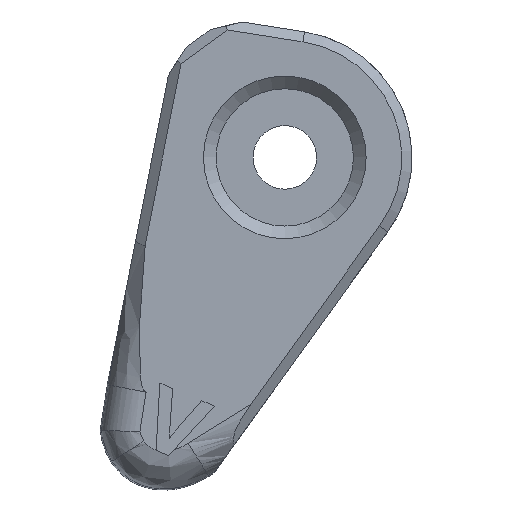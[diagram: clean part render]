
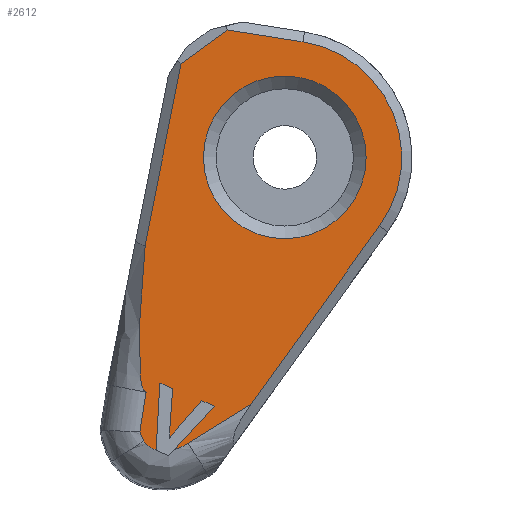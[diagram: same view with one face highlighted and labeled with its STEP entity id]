
A CAD part, front view. The second image highlights one B-rep face of the part: STEP entity #2612.
In plain terms, the highlighted planar face has unit normal (0, -1, 0).
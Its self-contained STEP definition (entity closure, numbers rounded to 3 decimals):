
#133=B_SPLINE_CURVE_WITH_KNOTS('',3,(#4602,#4603,#4604,#4605,#4606,#4607,
#4608,#4609,#4610,#4611,#4612,#4613,#4614,#4615),.UNSPECIFIED.,.F.,.F.,
(4,2,2,2,2,2,4),(0.,0.297,0.472,
0.504,0.515,0.519,0.522),
 .UNSPECIFIED.);
#135=B_SPLINE_CURVE_WITH_KNOTS('',3,(#4667,#4668,#4669,#4670,#4671),
 .UNSPECIFIED.,.F.,.F.,(4,1,4),(0.294,0.585,0.606),
 .UNSPECIFIED.);
#136=B_SPLINE_CURVE_WITH_KNOTS('',3,(#4685,#4686,#4687,#4688),
 .UNSPECIFIED.,.F.,.F.,(4,4),(0.846,0.972),.UNSPECIFIED.);
#164=FACE_BOUND('',#448,.T.);
#180=PLANE('',#2914);
#298=FACE_OUTER_BOUND('',#447,.T.);
#447=EDGE_LOOP('',(#2238,#2239,#2240,#2241,#2242,#2243,#2244,#2245,#2246,
#2247,#2248,#2249,#2250,#2251,#2252,#2253,#2254));
#448=EDGE_LOOP('',(#2255));
#513=LINE('',#3794,#705);
#518=LINE('',#3810,#710);
#535=LINE('',#3861,#727);
#631=LINE('',#4663,#823);
#632=LINE('',#4673,#824);
#633=LINE('',#4675,#825);
#634=LINE('',#4677,#826);
#635=LINE('',#4679,#827);
#636=LINE('',#4681,#828);
#637=LINE('',#4683,#829);
#638=LINE('',#4690,#830);
#639=LINE('',#4692,#831);
#705=VECTOR('',#3003,2.245);
#710=VECTOR('',#3010,7.294);
#727=VECTOR('',#3037,3.019);
#823=VECTOR('',#3575,1.562);
#824=VECTOR('',#3578,2.639);
#825=VECTOR('',#3579,0.547);
#826=VECTOR('',#3580,1.955);
#827=VECTOR('',#3581,1.949);
#828=VECTOR('',#3582,0.535);
#829=VECTOR('',#3583,2.333);
#830=VECTOR('',#3584,2.893);
#831=VECTOR('',#3585,8.66);
#887=CIRCLE('',#2682,3.2);
#1033=CIRCLE('',#2915,1.465);
#1034=CIRCLE('',#2916,4.6);
#1051=VERTEX_POINT('',#3765);
#1062=VERTEX_POINT('',#3791);
#1063=VERTEX_POINT('',#3793);
#1067=VERTEX_POINT('',#3803);
#1082=VERTEX_POINT('',#3860);
#1250=VERTEX_POINT('',#4601);
#1252=VERTEX_POINT('',#4662);
#1253=VERTEX_POINT('',#4664);
#1254=VERTEX_POINT('',#4666);
#1255=VERTEX_POINT('',#4672);
#1256=VERTEX_POINT('',#4674);
#1257=VERTEX_POINT('',#4676);
#1258=VERTEX_POINT('',#4678);
#1259=VERTEX_POINT('',#4680);
#1260=VERTEX_POINT('',#4682);
#1261=VERTEX_POINT('',#4684);
#1262=VERTEX_POINT('',#4689);
#1263=VERTEX_POINT('',#4691);
#1311=EDGE_CURVE('',#1051,#1051,#887,.F.);
#1324=EDGE_CURVE('',#1062,#1063,#513,.T.);
#1330=EDGE_CURVE('',#1067,#1062,#518,.T.);
#1349=EDGE_CURVE('',#1063,#1082,#535,.T.);
#1595=EDGE_CURVE('',#1067,#1250,#133,.T.);
#1598=EDGE_CURVE('',#1250,#1252,#631,.T.);
#1599=EDGE_CURVE('',#1252,#1253,#1033,.T.);
#1600=EDGE_CURVE('',#1253,#1254,#135,.T.);
#1601=EDGE_CURVE('',#1254,#1255,#632,.T.);
#1602=EDGE_CURVE('',#1255,#1256,#633,.T.);
#1603=EDGE_CURVE('',#1256,#1257,#634,.T.);
#1604=EDGE_CURVE('',#1257,#1258,#635,.T.);
#1605=EDGE_CURVE('',#1258,#1259,#636,.T.);
#1606=EDGE_CURVE('',#1259,#1260,#637,.T.);
#1607=EDGE_CURVE('',#1260,#1261,#136,.T.);
#1608=EDGE_CURVE('',#1261,#1262,#638,.T.);
#1609=EDGE_CURVE('',#1263,#1262,#639,.T.);
#1610=EDGE_CURVE('',#1082,#1263,#1034,.T.);
#2238=ORIENTED_EDGE('',*,*,#1595,.T.);
#2239=ORIENTED_EDGE('',*,*,#1598,.T.);
#2240=ORIENTED_EDGE('',*,*,#1599,.T.);
#2241=ORIENTED_EDGE('',*,*,#1600,.T.);
#2242=ORIENTED_EDGE('',*,*,#1601,.T.);
#2243=ORIENTED_EDGE('',*,*,#1602,.T.);
#2244=ORIENTED_EDGE('',*,*,#1603,.T.);
#2245=ORIENTED_EDGE('',*,*,#1604,.T.);
#2246=ORIENTED_EDGE('',*,*,#1605,.T.);
#2247=ORIENTED_EDGE('',*,*,#1606,.T.);
#2248=ORIENTED_EDGE('',*,*,#1607,.T.);
#2249=ORIENTED_EDGE('',*,*,#1608,.T.);
#2250=ORIENTED_EDGE('',*,*,#1609,.F.);
#2251=ORIENTED_EDGE('',*,*,#1610,.F.);
#2252=ORIENTED_EDGE('',*,*,#1349,.F.);
#2253=ORIENTED_EDGE('',*,*,#1324,.F.);
#2254=ORIENTED_EDGE('',*,*,#1330,.F.);
#2255=ORIENTED_EDGE('',*,*,#1311,.T.);
#2612=ADVANCED_FACE('',(#298,#164),#180,.F.);
#2682=AXIS2_PLACEMENT_3D('',#3766,#2981,#2982);
#2914=AXIS2_PLACEMENT_3D('',#4661,#3573,#3574);
#2915=AXIS2_PLACEMENT_3D('',#4665,#3576,#3577);
#2916=AXIS2_PLACEMENT_3D('',#4693,#3586,#3587);
#2981=DIRECTION('center_axis',(0.,-1.,0.));
#2982=DIRECTION('ref_axis',(1.,0.,0.));
#3003=DIRECTION('',(0.809,0.,0.588));
#3010=DIRECTION('',(0.193,0.,0.981));
#3037=DIRECTION('',(0.988,0.,-0.156));
#3573=DIRECTION('center_axis',(0.,1.,0.));
#3574=DIRECTION('ref_axis',(-0.945,0.,-0.328));
#3575=DIRECTION('',(-0.156,0.,-0.988));
#3576=DIRECTION('center_axis',(0.,-1.,0.));
#3577=DIRECTION('ref_axis',(-0.858,0.,-0.513));
#3578=DIRECTION('',(0.055,0.,0.998));
#3579=DIRECTION('',(0.922,0.,-0.388));
#3580=DIRECTION('',(-0.069,0.,-0.998));
#3581=DIRECTION('',(0.658,0.,0.753));
#3582=DIRECTION('',(0.922,0.,-0.388));
#3583=DIRECTION('',(-0.676,0.,-0.737));
#3584=DIRECTION('',(0.851,0.,0.525));
#3585=DIRECTION('',(-0.585,0.,-0.811));
#3586=DIRECTION('center_axis',(0.,1.,0.));
#3587=DIRECTION('ref_axis',(-0.328,0.,0.945));
#3765=CARTESIAN_POINT('',(268.128,-150.221,45.868));
#3766=CARTESIAN_POINT('Origin',(271.328,-150.221,45.868));
#3791=CARTESIAN_POINT('',(267.248,-150.221,49.562));
#3793=CARTESIAN_POINT('',(269.063,-150.221,50.882));
#3794=CARTESIAN_POINT('',(267.248,-150.221,49.562));
#3803=CARTESIAN_POINT('',(265.837,-150.221,42.406));
#3810=CARTESIAN_POINT('',(265.837,-150.221,42.406));
#3860=CARTESIAN_POINT('',(272.045,-150.221,50.412));
#3861=CARTESIAN_POINT('',(269.063,-150.221,50.882));
#4601=CARTESIAN_POINT('',(265.872,-150.221,36.635));
#4602=CARTESIAN_POINT('Ctrl Pts',(265.837,-150.221,42.406));
#4603=CARTESIAN_POINT('Ctrl Pts',(265.741,-150.221,41.421));
#4604=CARTESIAN_POINT('Ctrl Pts',(265.661,-150.221,40.44));
#4605=CARTESIAN_POINT('Ctrl Pts',(265.594,-150.221,38.93));
#4606=CARTESIAN_POINT('Ctrl Pts',(265.556,-150.221,37.759));
#4607=CARTESIAN_POINT('Ctrl Pts',(265.684,-150.221,36.979));
#4608=CARTESIAN_POINT('Ctrl Pts',(265.713,-150.221,36.847));
#4609=CARTESIAN_POINT('Ctrl Pts',(265.773,-150.221,36.722));
#4610=CARTESIAN_POINT('Ctrl Pts',(265.792,-150.221,36.69));
#4611=CARTESIAN_POINT('Ctrl Pts',(265.823,-150.221,36.66));
#4612=CARTESIAN_POINT('Ctrl Pts',(265.832,-150.221,36.652));
#4613=CARTESIAN_POINT('Ctrl Pts',(265.852,-150.221,36.641));
#4614=CARTESIAN_POINT('Ctrl Pts',(265.862,-150.221,36.637));
#4615=CARTESIAN_POINT('Ctrl Pts',(265.872,-150.221,36.635));
#4661=CARTESIAN_POINT('Origin',(267.069,-150.221,35.398));
#4662=CARTESIAN_POINT('',(265.629,-150.221,35.092));
#4663=CARTESIAN_POINT('',(265.872,-150.221,36.635));
#4664=CARTESIAN_POINT('',(265.787,-150.221,34.717));
#4665=CARTESIAN_POINT('Origin',(267.045,-150.221,35.469));
#4666=CARTESIAN_POINT('',(266.267,-150.221,34.36));
#4667=CARTESIAN_POINT('Ctrl Pts',(265.787,-150.221,34.717));
#4668=CARTESIAN_POINT('Ctrl Pts',(265.893,-150.221,34.564));
#4669=CARTESIAN_POINT('Ctrl Pts',(266.026,-150.221,34.439));
#4670=CARTESIAN_POINT('Ctrl Pts',(266.251,-150.221,34.365));
#4671=CARTESIAN_POINT('Ctrl Pts',(266.267,-150.221,34.36));
#4672=CARTESIAN_POINT('',(266.413,-150.221,36.994));
#4673=CARTESIAN_POINT('',(266.267,-150.221,34.36));
#4674=CARTESIAN_POINT('',(266.918,-150.221,36.782));
#4675=CARTESIAN_POINT('',(266.413,-150.221,36.994));
#4676=CARTESIAN_POINT('',(266.783,-150.221,34.831));
#4677=CARTESIAN_POINT('',(266.918,-150.221,36.782));
#4678=CARTESIAN_POINT('',(268.065,-150.221,36.299));
#4679=CARTESIAN_POINT('',(266.783,-150.221,34.831));
#4680=CARTESIAN_POINT('',(268.559,-150.221,36.091));
#4681=CARTESIAN_POINT('',(268.065,-150.221,36.299));
#4682=CARTESIAN_POINT('',(266.981,-150.221,34.371));
#4683=CARTESIAN_POINT('',(268.559,-150.221,36.091));
#4684=CARTESIAN_POINT('',(267.53,-150.221,34.635));
#4685=CARTESIAN_POINT('Ctrl Pts',(266.981,-150.221,34.371));
#4686=CARTESIAN_POINT('Ctrl Pts',(267.14,-150.221,34.418));
#4687=CARTESIAN_POINT('Ctrl Pts',(267.32,-150.221,34.499));
#4688=CARTESIAN_POINT('Ctrl Pts',(267.53,-150.221,34.635));
#4689=CARTESIAN_POINT('',(269.992,-150.221,36.153));
#4690=CARTESIAN_POINT('',(267.53,-150.221,34.635));
#4691=CARTESIAN_POINT('',(275.059,-150.221,43.177));
#4692=CARTESIAN_POINT('',(275.059,-150.221,43.177));
#4693=CARTESIAN_POINT('Origin',(271.328,-150.221,45.868));
